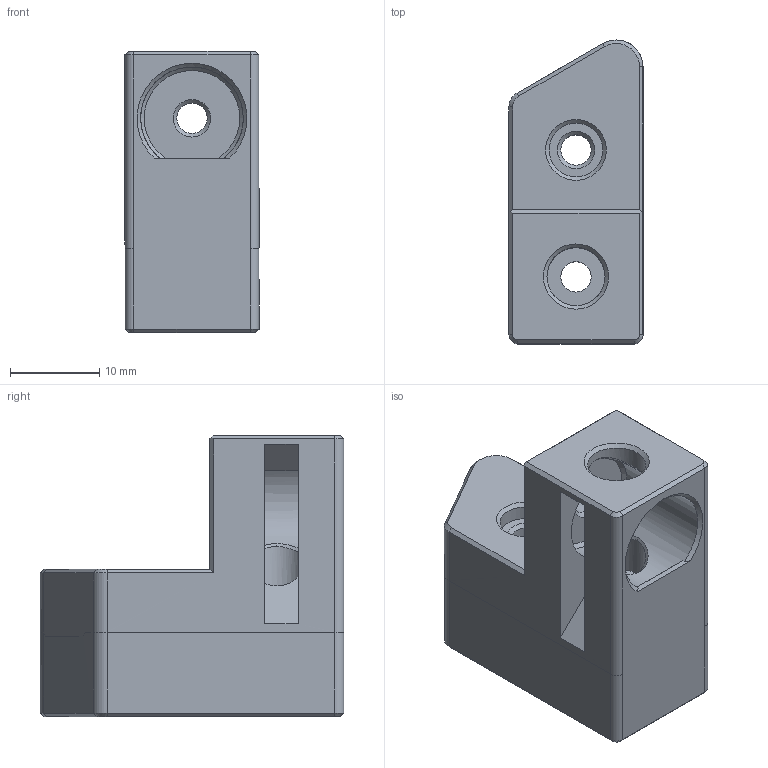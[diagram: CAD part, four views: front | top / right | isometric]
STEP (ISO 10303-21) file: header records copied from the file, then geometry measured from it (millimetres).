
FILE_DESCRIPTION(/* description */ (''),/* implementation_level */ '2;1');
FILE_NAME(/* name */ 'C - A Idler v5.step',/* time_stamp */ '2023-08-05T10:55:27-08:00',/* author */ (''),/* organization */ (''),/* preprocessor_version */ 'ST-DEVELOPER v20',/* originating_system */ 'Autodesk Translation Framework v12.9.0.99',/* authorisation */ '');
FILE_SCHEMA (('AUTOMOTIVE_DESIGN { 1 0 10303 214 3 1 1 }'));
Length unit declared in the file: millimetre
Products named in the file (1): C - A Idler
Bounding box: 15 x 34.01 x 31.5 mm (x, y, z)
Volume: 9132.7 mm3; surface area: 4086.6 mm2
Topology: 1 solids, 1 shells, 71 faces, 184 edges, 117 vertices
Faces by surface type: plane 33, cylinder 17, cone 17, bspline 4
Full cylindrical faces by diameter (mm): 3.4 x3, 6 x1, 6.5 x2, 11.5 x1
Entity records: 4896 total; most frequent: CARTESIAN_POINT 3099, ORIENTED_EDGE 368, DIRECTION 359, EDGE_CURVE 184, AXIS2_PLACEMENT_3D 122, VERTEX_POINT 117, LINE 115, VECTOR 115
